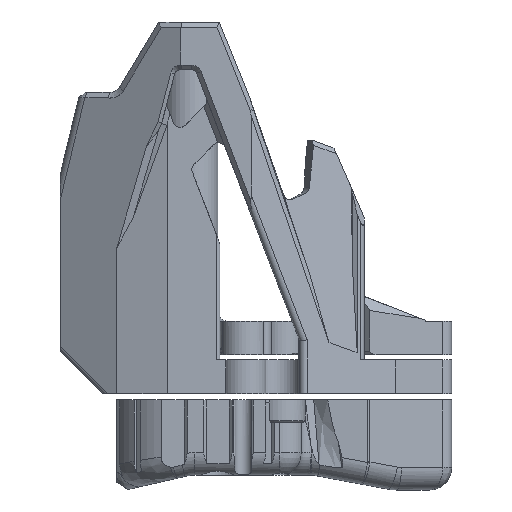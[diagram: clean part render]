
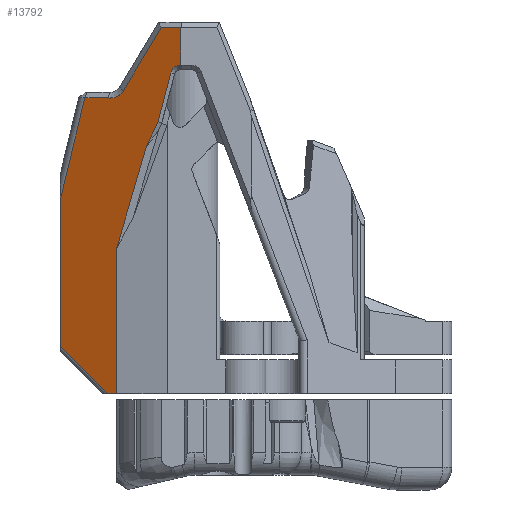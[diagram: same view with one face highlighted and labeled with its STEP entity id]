
A CAD part, left-side view. The second image highlights one B-rep face of the part: STEP entity #13792.
In plain terms, the highlighted planar face has unit normal (-0.874, 0.486, 0).
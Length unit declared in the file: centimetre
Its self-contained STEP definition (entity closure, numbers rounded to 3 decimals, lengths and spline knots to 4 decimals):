
#723=B_SPLINE_CURVE_WITH_KNOTS('',3,(#20335,#20336,#20337,#20338,#20339,
#20340,#20341,#20342,#20343,#20344,#20345,#20346,#20347,#20348,#20349,#20350,
#20351,#20352,#20353,#20354,#20355,#20356),.UNSPECIFIED.,.F.,.U.,(4,3,3,
3,3,3,3,4),(0.,0.1995,0.3358,0.5493,0.6986,
0.8306,0.9592,1.),.UNSPECIFIED.);
#815=B_SPLINE_CURVE_WITH_KNOTS('',3,(#23470,#23471,#23472,#23473,#23474,
#23475,#23476,#23477,#23478,#23479,#23480,#23481,#23482,#23483,#23484,#23485,
#23486,#23487,#23488,#23489,#23490,#23491),.UNSPECIFIED.,.F.,.U.,(4,3,3,
3,3,3,3,4),(0.,0.1757,0.3101,0.4824,0.6506,
0.791,0.9265,1.),.UNSPECIFIED.);
#1193=PLANE('',#14729);
#2136=VECTOR('',#16181,1.);
#2144=VECTOR('',#16190,1.);
#2147=VECTOR('',#16194,1.);
#2149=VECTOR('',#16197,1.);
#2243=VECTOR('',#16447,1.);
#2362=VECTOR('',#16782,1.);
#2397=VECTOR('',#16841,1.);
#2421=VECTOR('',#16925,1.);
#2433=VECTOR('',#16946,1.);
#2434=VECTOR('',#16947,1.);
#2435=VECTOR('',#16948,1.);
#2436=VECTOR('',#16949,1.);
#2437=VECTOR('',#16950,1.);
#3322=LINE('',#20242,#2136);
#3330=LINE('',#20259,#2144);
#3333=LINE('',#20265,#2147);
#3335=LINE('',#20358,#2149);
#3429=LINE('',#21071,#2243);
#3548=LINE('',#22183,#2362);
#3583=LINE('',#22816,#2397);
#3607=LINE('',#23417,#2421);
#3619=LINE('',#23466,#2433);
#3620=LINE('',#23468,#2434);
#3621=LINE('',#23493,#2435);
#3622=LINE('',#23495,#2436);
#3623=LINE('',#23497,#2437);
#4515=VERTEX_POINT('',#20237);
#4517=VERTEX_POINT('',#20243);
#4518=VERTEX_POINT('',#20244);
#4522=VERTEX_POINT('',#20254);
#4525=VERTEX_POINT('',#20262);
#4527=VERTEX_POINT('',#20311);
#4658=VERTEX_POINT('',#21070);
#4659=VERTEX_POINT('',#21072);
#4818=VERTEX_POINT('',#22182);
#4854=VERTEX_POINT('',#22817);
#4887=VERTEX_POINT('',#23467);
#4888=VERTEX_POINT('',#23469);
#4889=VERTEX_POINT('',#23492);
#4890=VERTEX_POINT('',#23494);
#4891=VERTEX_POINT('',#23496);
#6272=EDGE_CURVE('',#4517,#4518,#3322,.T.);
#6280=EDGE_CURVE('',#4518,#4522,#3330,.T.);
#6283=EDGE_CURVE('',#4515,#4525,#3333,.T.);
#6286=EDGE_CURVE('',#4525,#4527,#723,.T.);
#6287=EDGE_CURVE('',#4527,#4517,#3335,.T.);
#6450=EDGE_CURVE('',#4659,#4658,#3429,.T.);
#6680=EDGE_CURVE('',#4818,#4515,#3548,.T.);
#6745=EDGE_CURVE('',#4659,#4854,#3583,.T.);
#6802=EDGE_CURVE('',#4522,#4658,#3607,.T.);
#6815=EDGE_CURVE('',#4887,#4818,#3619,.T.);
#6816=EDGE_CURVE('',#4888,#4887,#3620,.T.);
#6817=EDGE_CURVE('',#4889,#4888,#815,.T.);
#6818=EDGE_CURVE('',#4890,#4889,#3621,.T.);
#6819=EDGE_CURVE('',#4891,#4890,#3622,.T.);
#6820=EDGE_CURVE('',#4854,#4891,#3623,.T.);
#10084=ORIENTED_EDGE('',*,*,#6283,.F.);
#10085=ORIENTED_EDGE('',*,*,#6680,.F.);
#10086=ORIENTED_EDGE('',*,*,#6815,.F.);
#10087=ORIENTED_EDGE('',*,*,#6816,.F.);
#10088=ORIENTED_EDGE('',*,*,#6817,.F.);
#10089=ORIENTED_EDGE('',*,*,#6818,.F.);
#10090=ORIENTED_EDGE('',*,*,#6819,.F.);
#10091=ORIENTED_EDGE('',*,*,#6820,.F.);
#10092=ORIENTED_EDGE('',*,*,#6745,.F.);
#10093=ORIENTED_EDGE('',*,*,#6450,.T.);
#10094=ORIENTED_EDGE('',*,*,#6802,.F.);
#10095=ORIENTED_EDGE('',*,*,#6280,.F.);
#10096=ORIENTED_EDGE('',*,*,#6272,.F.);
#10097=ORIENTED_EDGE('',*,*,#6287,.F.);
#10098=ORIENTED_EDGE('',*,*,#6286,.F.);
#12176=EDGE_LOOP('',(#10084,#10085,#10086,#10087,#10088,#10089,#10090,#10091,
#10092,#10093,#10094,#10095,#10096,#10097,#10098));
#13017=FACE_BOUND('',#12176,.T.);
#13792=ADVANCED_FACE('',(#13017),#1193,.T.);
#14729=AXIS2_PLACEMENT_3D('',#23465,#16945,$);
#16181=DIRECTION('',(0.23,0.414,-0.881));
#16190=DIRECTION('',(0.154,0.277,-0.949));
#16194=DIRECTION('',(0.486,0.874,0.));
#16197=DIRECTION('',(0.14,0.252,-0.958));
#16447=DIRECTION('',(-0.486,-0.874,0.));
#16782=DIRECTION('',(0.,0.,-1.));
#16841=DIRECTION('',(0.366,0.658,0.658));
#16925=DIRECTION('',(0.,0.,-1.));
#16945=DIRECTION('',(-0.874,0.486,0.));
#16946=DIRECTION('',(-0.486,-0.874,0.));
#16947=DIRECTION('',(-0.275,-0.495,0.824));
#16948=DIRECTION('',(-0.486,-0.874,0.));
#16949=DIRECTION('',(-0.129,-0.233,0.964));
#16950=DIRECTION('',(0.,0.,1.));
#20237=CARTESIAN_POINT('',(-2.9369,0.254,-22.1774));
#20242=CARTESIAN_POINT('',(-1.4563,2.919,-28.0608));
#20243=CARTESIAN_POINT('',(-2.5798,0.8968,-23.7636));
#20244=CARTESIAN_POINT('',(-2.3974,1.225,-24.4609));
#20254=CARTESIAN_POINT('',(-1.9318,2.0631,-27.3355));
#20259=CARTESIAN_POINT('',(-1.703,2.475,-28.7482));
#20262=CARTESIAN_POINT('',(-2.8885,0.3411,-22.1774));
#20265=CARTESIAN_POINT('',(-2.4937,1.0518,-22.1774));
#20311=CARTESIAN_POINT('',(-2.7793,0.5376,-22.3986));
#20335=CARTESIAN_POINT('',(-2.8885,0.3411,-22.1774));
#20336=CARTESIAN_POINT('',(-2.8783,0.3594,-22.1774));
#20337=CARTESIAN_POINT('',(-2.8693,0.3756,-22.1907));
#20338=CARTESIAN_POINT('',(-2.8597,0.3929,-22.1982));
#20339=CARTESIAN_POINT('',(-2.8531,0.4048,-22.2033));
#20340=CARTESIAN_POINT('',(-2.8465,0.4168,-22.2068));
#20341=CARTESIAN_POINT('',(-2.8407,0.4271,-22.2153));
#20342=CARTESIAN_POINT('',(-2.8317,0.4434,-22.2288));
#20343=CARTESIAN_POINT('',(-2.8238,0.4576,-22.2481));
#20344=CARTESIAN_POINT('',(-2.8148,0.4737,-22.261));
#20345=CARTESIAN_POINT('',(-2.8085,0.485,-22.27));
#20346=CARTESIAN_POINT('',(-2.8036,0.4939,-22.284));
#20347=CARTESIAN_POINT('',(-2.7994,0.5015,-22.2996));
#20348=CARTESIAN_POINT('',(-2.7956,0.5082,-22.3135));
#20349=CARTESIAN_POINT('',(-2.7923,0.5142,-22.3281));
#20350=CARTESIAN_POINT('',(-2.7887,0.5208,-22.3398));
#20351=CARTESIAN_POINT('',(-2.7851,0.5272,-22.3513));
#20352=CARTESIAN_POINT('',(-2.7829,0.5311,-22.3691));
#20353=CARTESIAN_POINT('',(-2.7811,0.5344,-22.3848));
#20354=CARTESIAN_POINT('',(-2.7805,0.5355,-22.3898));
#20355=CARTESIAN_POINT('',(-2.7799,0.5365,-22.3945));
#20356=CARTESIAN_POINT('',(-2.7793,0.5376,-22.3986));
#20358=CARTESIAN_POINT('',(-2.1613,1.65,-26.6258));
#21070=CARTESIAN_POINT('',(-1.9318,2.0631,-31.4325));
#21071=CARTESIAN_POINT('',(-2.9369,0.254,-31.4325));
#21072=CARTESIAN_POINT('',(-1.7896,2.3191,-31.4325));
#22182=CARTESIAN_POINT('',(-2.9369,0.254,-21.1074));
#22183=CARTESIAN_POINT('',(-2.9369,0.254,-30.48));
#22816=CARTESIAN_POINT('',(-2.5673,0.9192,-32.8324));
#22817=CARTESIAN_POINT('',(-1.0495,3.6513,-30.1004));
#23417=CARTESIAN_POINT('',(-1.9318,2.0631,-30.0325));
#23465=CARTESIAN_POINT('',(-1.9932,1.9526,-30.48));
#23466=CARTESIAN_POINT('',(-1.9404,2.0476,-21.1074));
#23467=CARTESIAN_POINT('',(-2.6319,0.803,-21.1074));
#23468=CARTESIAN_POINT('',(-1.9162,2.0912,-23.2544));
#23469=CARTESIAN_POINT('',(-2.0319,1.883,-22.9074));
#23470=CARTESIAN_POINT('',(-1.7905,2.3175,-23.0918));
#23471=CARTESIAN_POINT('',(-1.8055,2.2904,-23.0918));
#23472=CARTESIAN_POINT('',(-1.8208,2.263,-23.1012));
#23473=CARTESIAN_POINT('',(-1.8357,2.2361,-23.0989));
#23474=CARTESIAN_POINT('',(-1.8471,2.2156,-23.0972));
#23475=CARTESIAN_POINT('',(-1.8588,2.1946,-23.0925));
#23476=CARTESIAN_POINT('',(-1.8706,2.1733,-23.0901));
#23477=CARTESIAN_POINT('',(-1.8858,2.1459,-23.087));
#23478=CARTESIAN_POINT('',(-1.901,2.1186,-23.0833));
#23479=CARTESIAN_POINT('',(-1.9146,2.0941,-23.0718));
#23480=CARTESIAN_POINT('',(-1.9279,2.0701,-23.0605));
#23481=CARTESIAN_POINT('',(-1.942,2.0447,-23.0469));
#23482=CARTESIAN_POINT('',(-1.9563,2.0191,-23.0333));
#23483=CARTESIAN_POINT('',(-1.9682,1.9977,-23.0219));
#23484=CARTESIAN_POINT('',(-1.9796,1.9771,-23.0092));
#23485=CARTESIAN_POINT('',(-1.9888,1.9605,-22.9929));
#23486=CARTESIAN_POINT('',(-1.9978,1.9444,-22.9771));
#23487=CARTESIAN_POINT('',(-2.0082,1.9256,-22.9585));
#23488=CARTESIAN_POINT('',(-2.0181,1.9078,-22.9393));
#23489=CARTESIAN_POINT('',(-2.0234,1.8982,-22.9288));
#23490=CARTESIAN_POINT('',(-2.0283,1.8894,-22.9181));
#23491=CARTESIAN_POINT('',(-2.0319,1.883,-22.9074));
#23492=CARTESIAN_POINT('',(-1.7905,2.3175,-23.0918));
#23493=CARTESIAN_POINT('',(-3.7741,-1.253,-23.0918));
#23494=CARTESIAN_POINT('',(-1.4336,2.96,-23.0918));
#23495=CARTESIAN_POINT('',(-1.0649,3.6235,-25.8406));
#23496=CARTESIAN_POINT('',(-1.0495,3.6513,-25.9556));
#23497=CARTESIAN_POINT('',(-1.0495,3.6513,-30.48));
